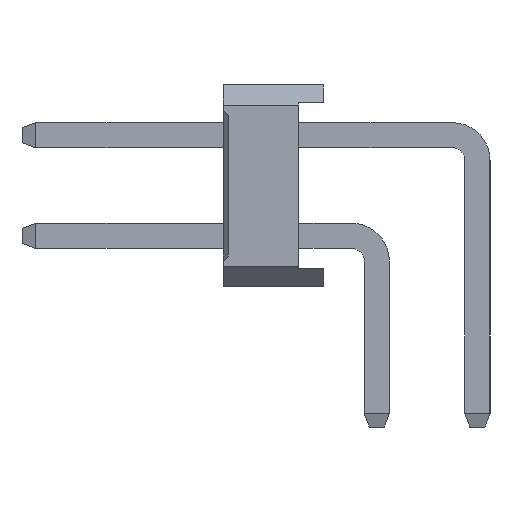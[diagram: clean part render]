
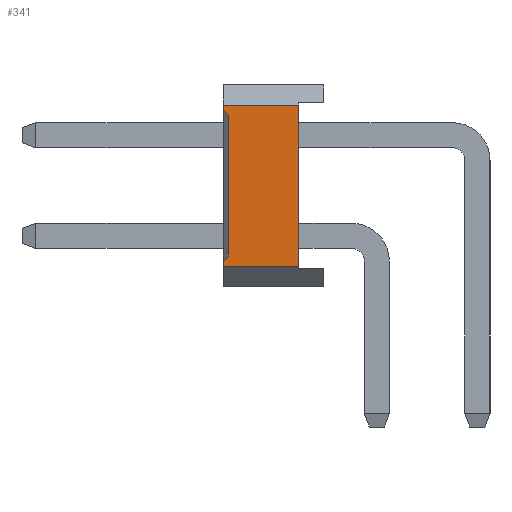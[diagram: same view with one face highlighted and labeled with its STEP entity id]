
A CAD part, left-side view. The second image highlights one B-rep face of the part: STEP entity #341.
In plain terms, the highlighted planar face has unit normal (-1, 0, 0).
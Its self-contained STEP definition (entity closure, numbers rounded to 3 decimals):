
#341=ADVANCED_FACE('',(#5609),#5611,.T.);
#5609=FACE_BOUND('',#5610,.T.);
#5610=EDGE_LOOP('',(#9881,#9882,#9883,#9884,#9885,#9886,#9887,#9888));
#5611=PLANE('',#5612);
#5612=AXIS2_PLACEMENT_3D('',#5613,#5614,#5615);
#5613=CARTESIAN_POINT('',(-1.,1.05,0.4));
#5614=DIRECTION('',(-1.,0.,0.));
#5615=DIRECTION('',(0.,0.,1.));
#9881=ORIENTED_EDGE('',*,*,#12709,.F.);
#9882=ORIENTED_EDGE('',*,*,#12710,.T.);
#9883=ORIENTED_EDGE('',*,*,#12711,.F.);
#9884=ORIENTED_EDGE('',*,*,#12450,.F.);
#9885=ORIENTED_EDGE('',*,*,#12707,.F.);
#9886=ORIENTED_EDGE('',*,*,#12712,.T.);
#9887=ORIENTED_EDGE('',*,*,#12713,.T.);
#9888=ORIENTED_EDGE('',*,*,#12454,.F.);
#12450=EDGE_CURVE('',#13927,#13929,#13930,.T.);
#12454=EDGE_CURVE('',#13935,#13937,#13938,.T.);
#12707=EDGE_CURVE('',#14410,#13927,#14412,.T.);
#12709=EDGE_CURVE('',#14414,#13935,#14415,.F.);
#12710=EDGE_CURVE('',#14414,#14416,#14417,.T.);
#12711=EDGE_CURVE('',#13929,#14416,#14418,.F.);
#12712=EDGE_CURVE('',#14410,#14419,#14420,.T.);
#12713=EDGE_CURVE('',#14419,#13937,#14421,.T.);
#13927=VERTEX_POINT('',#16346);
#13929=VERTEX_POINT('',#16350);
#13930=LINE('',#16351,#16352);
#13935=VERTEX_POINT('',#16362);
#13937=VERTEX_POINT('',#16366);
#13938=LINE('',#16367,#16368);
#14410=VERTEX_POINT('',#17343);
#14412=LINE('',#17347,#17348);
#14414=VERTEX_POINT('',#17353);
#14415=LINE('',#17354,#17355);
#14416=VERTEX_POINT('',#17357);
#14417=LINE('',#17358,#17359);
#14418=LINE('',#17361,#17362);
#14419=VERTEX_POINT('',#17364);
#14420=LINE('',#17365,#17366);
#14421=LINE('',#17368,#17369);
#16346=CARTESIAN_POINT('',(-1.,3.05,0.4));
#16350=CARTESIAN_POINT('',(-1.,3.05,0.5));
#16351=CARTESIAN_POINT('',(-1.,3.05,0.4));
#16352=VECTOR('',#16353,1.);
#16353=DIRECTION('',(0.,0.,1.));
#16362=CARTESIAN_POINT('',(-1.,3.05,3.5));
#16366=CARTESIAN_POINT('',(-1.,3.05,3.6));
#16367=CARTESIAN_POINT('',(-1.,3.05,3.5));
#16368=VECTOR('',#16369,1.);
#16369=DIRECTION('',(0.,0.,1.));
#17343=CARTESIAN_POINT('',(-1.,1.55,0.4));
#17347=CARTESIAN_POINT('',(-1.,1.55,0.4));
#17348=VECTOR('',#17349,1.);
#17349=DIRECTION('',(0.,1.,0.));
#17353=CARTESIAN_POINT('',(-1.,2.95,3.4));
#17354=CARTESIAN_POINT('',(-1.,3.05,3.5));
#17355=VECTOR('',#17356,1.);
#17356=DIRECTION('',(0.,-0.707,-0.707));
#17357=CARTESIAN_POINT('',(-1.,2.95,0.6));
#17358=CARTESIAN_POINT('',(-1.,2.95,3.4));
#17359=VECTOR('',#17360,1.);
#17360=DIRECTION('',(0.,0.,-1.));
#17361=CARTESIAN_POINT('',(-1.,2.95,0.6));
#17362=VECTOR('',#17363,1.);
#17363=DIRECTION('',(0.,0.707,-0.707));
#17364=CARTESIAN_POINT('',(-1.,1.55,3.6));
#17365=CARTESIAN_POINT('',(-1.,1.55,0.4));
#17366=VECTOR('',#17367,1.);
#17367=DIRECTION('',(0.,0.,1.));
#17368=CARTESIAN_POINT('',(-1.,1.55,3.6));
#17369=VECTOR('',#17370,1.);
#17370=DIRECTION('',(0.,1.,0.));
